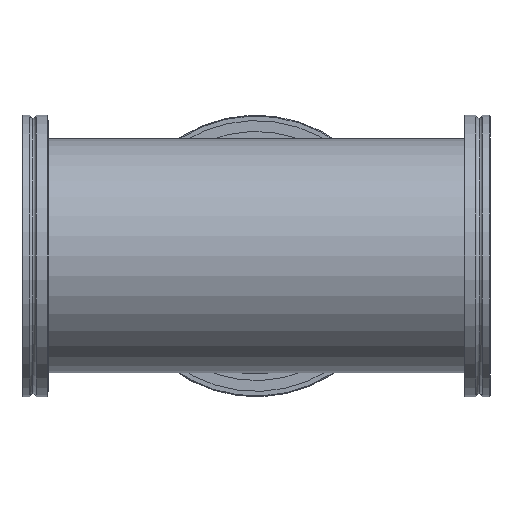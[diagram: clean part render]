
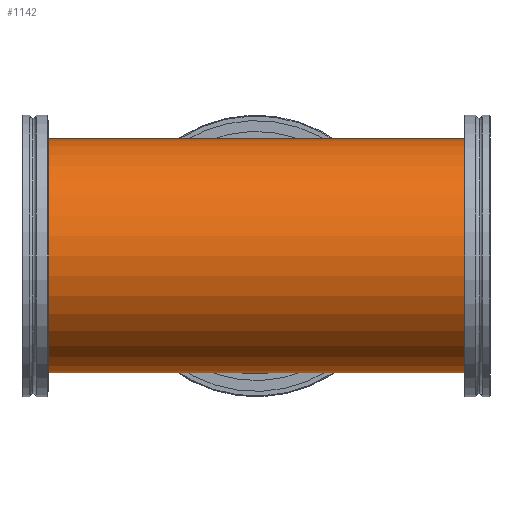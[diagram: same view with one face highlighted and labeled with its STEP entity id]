
A CAD part, front view. The second image highlights one B-rep face of the part: STEP entity #1142.
In plain terms, the highlighted cylindrical face has radius 54 mm (diameter 108 mm), a partial arc.
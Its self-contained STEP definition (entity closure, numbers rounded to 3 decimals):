
#2 = ORIENTED_EDGE ( 'NONE', *, *, #669, .F. ) ;
#10 = ORIENTED_EDGE ( 'NONE', *, *, #672, .F. ) ;
#46 = CARTESIAN_POINT ( 'NONE',  ( 101.5, 0., 0. ) ) ;
#52 = FACE_OUTER_BOUND ( 'NONE', #793, .T. ) ;
#53 = CYLINDRICAL_SURFACE ( 'NONE', #865, 54. ) ;
#54 = DIRECTION ( 'NONE',  ( -1., 0., 0. ) ) ;
#58 = DIRECTION ( 'NONE',  ( 0., 0., 1. ) ) ;
#331 = VECTOR ( 'NONE', #350, 1000. ) ;
#333 = VECTOR ( 'NONE', #341, 1000. ) ;
#334 = VECTOR ( 'NONE', #342, 1000. ) ;
#338 = LINE ( 'NONE', #340, #333 ) ;
#340 = CARTESIAN_POINT ( 'NONE',  ( 101.5, 0., -54. ) ) ;
#341 = DIRECTION ( 'NONE',  ( -1., 0., 0. ) ) ;
#342 = DIRECTION ( 'NONE',  ( -1., 0., 0. ) ) ;
#343 = CARTESIAN_POINT ( 'NONE',  ( 101.5, 0., 54. ) ) ;
#347 = LINE ( 'NONE', #349, #331 ) ;
#348 = LINE ( 'NONE', #343, #930 ) ;
#349 = CARTESIAN_POINT ( 'NONE',  ( 101.5, 0., -54. ) ) ;
#350 = DIRECTION ( 'NONE',  ( -1., 0., 0. ) ) ;
#354 = DIRECTION ( 'NONE',  ( -1., 0., 0. ) ) ;
#355 = CARTESIAN_POINT ( 'NONE',  ( 101.5, 0., 0. ) ) ;
#356 = DIRECTION ( 'NONE',  ( 1., 0., 0. ) ) ;
#357 = DIRECTION ( 'NONE',  ( 0., 0., -1. ) ) ;
#359 = CARTESIAN_POINT ( 'NONE',  ( -101.5, 0., 0. ) ) ;
#360 = DIRECTION ( 'NONE',  ( 1., 0., 0. ) ) ;
#361 = DIRECTION ( 'NONE',  ( 0., 0., -1. ) ) ;
#437 = ORIENTED_EDGE ( 'NONE', *, *, #674, .T. ) ;
#440 = ORIENTED_EDGE ( 'NONE', *, *, #670, .T. ) ;
#508 = VERTEX_POINT ( 'NONE', #738 ) ;
#511 = VERTEX_POINT ( 'NONE', #741 ) ;
#512 = VERTEX_POINT ( 'NONE', #742 ) ;
#531 = VERTEX_POINT ( 'NONE', #761 ) ;
#532 = VERTEX_POINT ( 'NONE', #762 ) ;
#536 = VERTEX_POINT ( 'NONE', #766 ) ;
#669 = EDGE_CURVE ( 'NONE', #532, #531, #338, .T. ) ;
#670 = EDGE_CURVE ( 'NONE', #512, #536, #909, .T. ) ;
#672 = EDGE_CURVE ( 'NONE', #531, #508, #347, .T. ) ;
#674 = EDGE_CURVE ( 'NONE', #536, #511, #348, .T. ) ;
#675 = EDGE_CURVE ( 'NONE', #512, #532, #925, .T. ) ;
#676 = EDGE_CURVE ( 'NONE', #511, #508, #929, .T. ) ;
#738 = CARTESIAN_POINT ( 'NONE',  ( -101.5, 0., -54. ) ) ;
#741 = CARTESIAN_POINT ( 'NONE',  ( -101.5, 0., 54. ) ) ;
#742 = CARTESIAN_POINT ( 'NONE',  ( 101.5, 0., 54. ) ) ;
#761 = CARTESIAN_POINT ( 'NONE',  ( 0., 0., -54. ) ) ;
#762 = CARTESIAN_POINT ( 'NONE',  ( 101.5, 0., -54. ) ) ;
#766 = CARTESIAN_POINT ( 'NONE',  ( 0., 0., 54. ) ) ;
#783 = ORIENTED_EDGE ( 'NONE', *, *, #675, .F. ) ;
#793 = EDGE_LOOP ( 'NONE', ( #2, #783, #440, #437, #819, #10 ) ) ;
#819 = ORIENTED_EDGE ( 'NONE', *, *, #676, .T. ) ;
#865 = AXIS2_PLACEMENT_3D ( 'NONE', #46, #54, #58 ) ;
#906 = CARTESIAN_POINT ( 'NONE',  ( 101.5, 0., 54. ) ) ;
#909 = LINE ( 'NONE', #906, #334 ) ;
#923 = AXIS2_PLACEMENT_3D ( 'NONE', #359, #360, #361 ) ;
#924 = AXIS2_PLACEMENT_3D ( 'NONE', #355, #356, #357 ) ;
#925 = CIRCLE ( 'NONE', #924, 54. ) ;
#929 = CIRCLE ( 'NONE', #923, 54. ) ;
#930 = VECTOR ( 'NONE', #354, 1000. ) ;
#1142 = ADVANCED_FACE ( 'NONE', ( #52 ), #53, .T. ) ;
